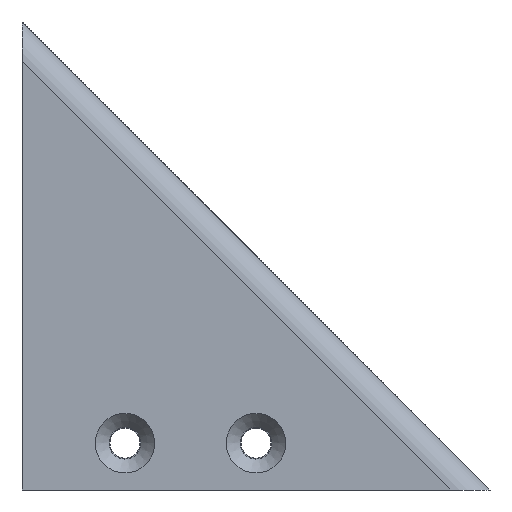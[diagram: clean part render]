
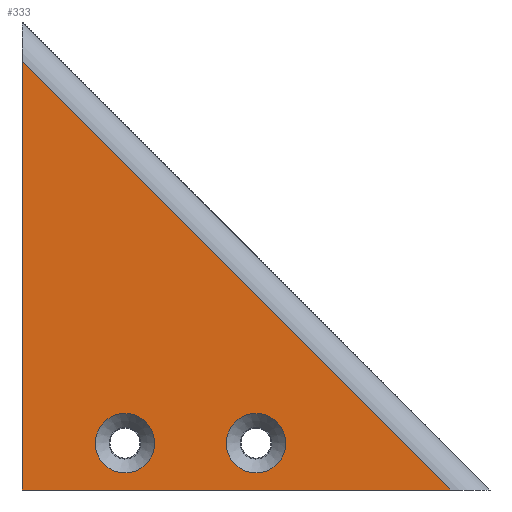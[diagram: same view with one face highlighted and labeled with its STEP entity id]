
A CAD part, left-side view. The second image highlights one B-rep face of the part: STEP entity #333.
In plain terms, the highlighted planar face has unit normal (-1, 0, 0).
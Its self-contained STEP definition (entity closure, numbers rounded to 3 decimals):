
#36 = EDGE_CURVE('',#37,#39,#41,.T.);
#37 = VERTEX_POINT('',#38);
#38 = CARTESIAN_POINT('',(-67.,-20.757,-25.));
#39 = VERTEX_POINT('',#40);
#40 = CARTESIAN_POINT('',(-67.,25.,-25.));
#41 = SURFACE_CURVE('',#42,(#46,#58),.PCURVE_S1.);
#42 = LINE('',#43,#44);
#43 = CARTESIAN_POINT('',(-67.,-25.,-25.));
#44 = VECTOR('',#45,1.);
#45 = DIRECTION('',(0.,1.,0.));
#46 = PCURVE('',#47,#52);
#47 = PLANE('',#48);
#48 = AXIS2_PLACEMENT_3D('',#49,#50,#51);
#49 = CARTESIAN_POINT('',(-67.,-25.,-25.));
#50 = DIRECTION('',(0.,0.,1.));
#51 = DIRECTION('',(0.,1.,0.));
#52 = DEFINITIONAL_REPRESENTATION('',(#53),#57);
#53 = LINE('',#54,#55);
#54 = CARTESIAN_POINT('',(0.,0.));
#55 = VECTOR('',#56,1.);
#56 = DIRECTION('',(1.,0.));
#57 = ( GEOMETRIC_REPRESENTATION_CONTEXT(2) 
PARAMETRIC_REPRESENTATION_CONTEXT() REPRESENTATION_CONTEXT('2D SPACE',''
  ) );
#58 = PCURVE('',#59,#64);
#59 = PLANE('',#60);
#60 = AXIS2_PLACEMENT_3D('',#61,#62,#63);
#61 = CARTESIAN_POINT('',(-67.,-25.,-25.));
#62 = DIRECTION('',(-1.,0.,0.));
#63 = DIRECTION('',(0.,0.,-1.));
#64 = DEFINITIONAL_REPRESENTATION('',(#65),#69);
#65 = LINE('',#66,#67);
#66 = CARTESIAN_POINT('',(0.,-0.));
#67 = VECTOR('',#68,1.);
#68 = DIRECTION('',(0.,-1.));
#69 = ( GEOMETRIC_REPRESENTATION_CONTEXT(2) 
PARAMETRIC_REPRESENTATION_CONTEXT() REPRESENTATION_CONTEXT('2D SPACE',''
  ) );
#88 = CYLINDRICAL_SURFACE('',#89,3.);
#89 = AXIS2_PLACEMENT_3D('',#90,#91,#92);
#90 = CARTESIAN_POINT('',(-64.,-22.879,-27.121));
#91 = DIRECTION('',(0.,0.707,0.707));
#92 = DIRECTION('',(-1.,0.,0.));
#217 = PLANE('',#218);
#218 = AXIS2_PLACEMENT_3D('',#219,#220,#221);
#219 = CARTESIAN_POINT('',(-67.,25.,-25.));
#220 = DIRECTION('',(0.,-1.,0.));
#221 = DIRECTION('',(0.,0.,1.));
#333 = ADVANCED_FACE('',(#334,#381,#416),#59,.T.);
#334 = FACE_BOUND('',#335,.T.);
#335 = EDGE_LOOP('',(#336,#337,#360));
#336 = ORIENTED_EDGE('',*,*,#36,.F.);
#337 = ORIENTED_EDGE('',*,*,#338,.T.);
#338 = EDGE_CURVE('',#37,#339,#341,.T.);
#339 = VERTEX_POINT('',#340);
#340 = CARTESIAN_POINT('',(-67.,25.,20.757));
#341 = SURFACE_CURVE('',#342,(#346,#353),.PCURVE_S1.);
#342 = LINE('',#343,#344);
#343 = CARTESIAN_POINT('',(-67.,-22.879,-27.121));
#344 = VECTOR('',#345,1.);
#345 = DIRECTION('',(0.,0.707,0.707));
#346 = PCURVE('',#59,#347);
#347 = DEFINITIONAL_REPRESENTATION('',(#348),#352);
#348 = LINE('',#349,#350);
#349 = CARTESIAN_POINT('',(2.121,-2.121));
#350 = VECTOR('',#351,1.);
#351 = DIRECTION('',(-0.707,-0.707));
#352 = ( GEOMETRIC_REPRESENTATION_CONTEXT(2) 
PARAMETRIC_REPRESENTATION_CONTEXT() REPRESENTATION_CONTEXT('2D SPACE',''
  ) );
#353 = PCURVE('',#88,#354);
#354 = DEFINITIONAL_REPRESENTATION('',(#355),#359);
#355 = LINE('',#356,#357);
#356 = CARTESIAN_POINT('',(0.,0.));
#357 = VECTOR('',#358,1.);
#358 = DIRECTION('',(0.,1.));
#359 = ( GEOMETRIC_REPRESENTATION_CONTEXT(2) 
PARAMETRIC_REPRESENTATION_CONTEXT() REPRESENTATION_CONTEXT('2D SPACE',''
  ) );
#360 = ORIENTED_EDGE('',*,*,#361,.F.);
#361 = EDGE_CURVE('',#39,#339,#362,.T.);
#362 = SURFACE_CURVE('',#363,(#367,#374),.PCURVE_S1.);
#363 = LINE('',#364,#365);
#364 = CARTESIAN_POINT('',(-67.,25.,-25.));
#365 = VECTOR('',#366,1.);
#366 = DIRECTION('',(0.,0.,1.));
#367 = PCURVE('',#59,#368);
#368 = DEFINITIONAL_REPRESENTATION('',(#369),#373);
#369 = LINE('',#370,#371);
#370 = CARTESIAN_POINT('',(0.,-50.));
#371 = VECTOR('',#372,1.);
#372 = DIRECTION('',(-1.,0.));
#373 = ( GEOMETRIC_REPRESENTATION_CONTEXT(2) 
PARAMETRIC_REPRESENTATION_CONTEXT() REPRESENTATION_CONTEXT('2D SPACE',''
  ) );
#374 = PCURVE('',#217,#375);
#375 = DEFINITIONAL_REPRESENTATION('',(#376),#380);
#376 = LINE('',#377,#378);
#377 = CARTESIAN_POINT('',(0.,0.));
#378 = VECTOR('',#379,1.);
#379 = DIRECTION('',(1.,0.));
#380 = ( GEOMETRIC_REPRESENTATION_CONTEXT(2) 
PARAMETRIC_REPRESENTATION_CONTEXT() REPRESENTATION_CONTEXT('2D SPACE',''
  ) );
#381 = FACE_BOUND('',#382,.T.);
#382 = EDGE_LOOP('',(#383));
#383 = ORIENTED_EDGE('',*,*,#384,.T.);
#384 = EDGE_CURVE('',#385,#385,#387,.T.);
#385 = VERTEX_POINT('',#386);
#386 = CARTESIAN_POINT('',(-67.,-3.177,-20.));
#387 = SURFACE_CURVE('',#388,(#393,#404),.PCURVE_S1.);
#388 = CIRCLE('',#389,3.177);
#389 = AXIS2_PLACEMENT_3D('',#390,#391,#392);
#390 = CARTESIAN_POINT('',(-67.,0.,-20.));
#391 = DIRECTION('',(1.,0.,0.));
#392 = DIRECTION('',(0.,-1.,0.));
#393 = PCURVE('',#59,#394);
#394 = DEFINITIONAL_REPRESENTATION('',(#395),#403);
#395 = ( BOUNDED_CURVE() B_SPLINE_CURVE(2,(#396,#397,#398,#399,#400,#401
,#402),.UNSPECIFIED.,.T.,.F.) B_SPLINE_CURVE_WITH_KNOTS((1,2,2,2,2,1),(
    -2.094,0.,2.094,4.189,6.283,
8.378),.UNSPECIFIED.) CURVE() GEOMETRIC_REPRESENTATION_ITEM() 
RATIONAL_B_SPLINE_CURVE((1.,0.5,1.,0.5,1.,0.5,1.)) REPRESENTATION_ITEM(
  '') );
#396 = CARTESIAN_POINT('',(-5.,-21.823));
#397 = CARTESIAN_POINT('',(0.503,-21.823));
#398 = CARTESIAN_POINT('',(-2.248,-26.589));
#399 = CARTESIAN_POINT('',(-5.,-31.355));
#400 = CARTESIAN_POINT('',(-7.752,-26.589));
#401 = CARTESIAN_POINT('',(-10.503,-21.823));
#402 = CARTESIAN_POINT('',(-5.,-21.823));
#403 = ( GEOMETRIC_REPRESENTATION_CONTEXT(2) 
PARAMETRIC_REPRESENTATION_CONTEXT() REPRESENTATION_CONTEXT('2D SPACE',''
  ) );
#404 = PCURVE('',#405,#410);
#405 = CONICAL_SURFACE('',#406,3.2,0.738);
#406 = AXIS2_PLACEMENT_3D('',#407,#408,#409);
#407 = CARTESIAN_POINT('',(-67.025,0.,-20.));
#408 = DIRECTION('',(-1.,0.,0.));
#409 = DIRECTION('',(0.,-1.,0.));
#410 = DEFINITIONAL_REPRESENTATION('',(#411),#415);
#411 = LINE('',#412,#413);
#412 = CARTESIAN_POINT('',(6.283,-0.025));
#413 = VECTOR('',#414,1.);
#414 = DIRECTION('',(-1.,-0.));
#415 = ( GEOMETRIC_REPRESENTATION_CONTEXT(2) 
PARAMETRIC_REPRESENTATION_CONTEXT() REPRESENTATION_CONTEXT('2D SPACE',''
  ) );
#416 = FACE_BOUND('',#417,.T.);
#417 = EDGE_LOOP('',(#418));
#418 = ORIENTED_EDGE('',*,*,#419,.T.);
#419 = EDGE_CURVE('',#420,#420,#422,.T.);
#420 = VERTEX_POINT('',#421);
#421 = CARTESIAN_POINT('',(-67.,10.823,-20.));
#422 = SURFACE_CURVE('',#423,(#428,#439),.PCURVE_S1.);
#423 = CIRCLE('',#424,3.177);
#424 = AXIS2_PLACEMENT_3D('',#425,#426,#427);
#425 = CARTESIAN_POINT('',(-67.,14.,-20.));
#426 = DIRECTION('',(1.,0.,0.));
#427 = DIRECTION('',(0.,-1.,0.));
#428 = PCURVE('',#59,#429);
#429 = DEFINITIONAL_REPRESENTATION('',(#430),#438);
#430 = ( BOUNDED_CURVE() B_SPLINE_CURVE(2,(#431,#432,#433,#434,#435,#436
,#437),.UNSPECIFIED.,.T.,.F.) B_SPLINE_CURVE_WITH_KNOTS((1,2,2,2,2,1),(
    -2.094,0.,2.094,4.189,6.283,
8.378),.UNSPECIFIED.) CURVE() GEOMETRIC_REPRESENTATION_ITEM() 
RATIONAL_B_SPLINE_CURVE((1.,0.5,1.,0.5,1.,0.5,1.)) REPRESENTATION_ITEM(
  '') );
#431 = CARTESIAN_POINT('',(-5.,-35.823));
#432 = CARTESIAN_POINT('',(0.503,-35.823));
#433 = CARTESIAN_POINT('',(-2.248,-40.589));
#434 = CARTESIAN_POINT('',(-5.,-45.355));
#435 = CARTESIAN_POINT('',(-7.752,-40.589));
#436 = CARTESIAN_POINT('',(-10.503,-35.823));
#437 = CARTESIAN_POINT('',(-5.,-35.823));
#438 = ( GEOMETRIC_REPRESENTATION_CONTEXT(2) 
PARAMETRIC_REPRESENTATION_CONTEXT() REPRESENTATION_CONTEXT('2D SPACE',''
  ) );
#439 = PCURVE('',#440,#445);
#440 = CONICAL_SURFACE('',#441,3.2,0.738);
#441 = AXIS2_PLACEMENT_3D('',#442,#443,#444);
#442 = CARTESIAN_POINT('',(-67.025,14.,-20.));
#443 = DIRECTION('',(-1.,0.,0.));
#444 = DIRECTION('',(0.,-1.,0.));
#445 = DEFINITIONAL_REPRESENTATION('',(#446),#450);
#446 = LINE('',#447,#448);
#447 = CARTESIAN_POINT('',(6.283,-0.025));
#448 = VECTOR('',#449,1.);
#449 = DIRECTION('',(-1.,-0.));
#450 = ( GEOMETRIC_REPRESENTATION_CONTEXT(2) 
PARAMETRIC_REPRESENTATION_CONTEXT() REPRESENTATION_CONTEXT('2D SPACE',''
  ) );
